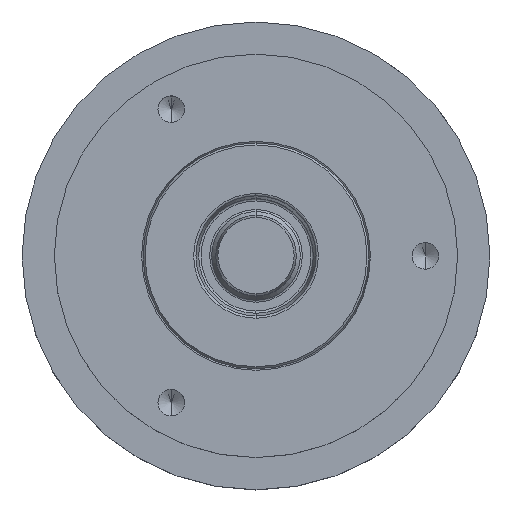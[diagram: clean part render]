
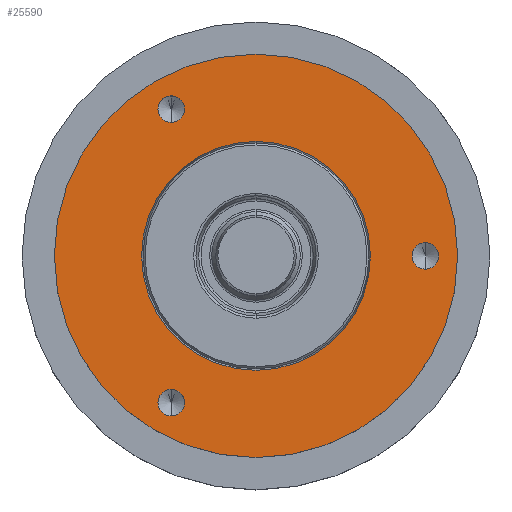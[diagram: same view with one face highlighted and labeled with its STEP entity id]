
A CAD part, top view. The second image highlights one B-rep face of the part: STEP entity #25590.
In plain terms, the highlighted planar face has unit normal (0, 0, 1).
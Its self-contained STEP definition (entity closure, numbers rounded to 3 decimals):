
#4042=CARTESIAN_POINT('',(0.,0.,27.));
#4043=DIRECTION('',(0.,0.,-1.));
#4044=DIRECTION('',(0.,1.,0.));
#4045=AXIS2_PLACEMENT_3D('',#4042,#4043,#4044);
#4047=CARTESIAN_POINT('',(0.,0.,27.));
#4048=DIRECTION('',(0.,0.,-1.));
#4049=DIRECTION('',(0.,-1.,0.));
#4050=AXIS2_PLACEMENT_3D('',#4047,#4048,#4049);
#4052=CARTESIAN_POINT('',(21.,0.,27.));
#4053=DIRECTION('',(0.,0.,1.));
#4054=DIRECTION('',(0.,-1.,0.));
#4055=AXIS2_PLACEMENT_3D('',#4052,#4053,#4054);
#4057=CARTESIAN_POINT('',(21.,0.,27.));
#4058=DIRECTION('',(0.,0.,1.));
#4059=DIRECTION('',(0.,1.,0.));
#4060=AXIS2_PLACEMENT_3D('',#4057,#4058,#4059);
#4062=CARTESIAN_POINT('',(-10.5,-18.187,27.));
#4063=DIRECTION('',(0.,0.,1.));
#4064=DIRECTION('',(0.,-1.,0.));
#4065=AXIS2_PLACEMENT_3D('',#4062,#4063,#4064);
#4067=CARTESIAN_POINT('',(-10.5,-18.187,27.));
#4068=DIRECTION('',(0.,0.,1.));
#4069=DIRECTION('',(0.,1.,0.));
#4070=AXIS2_PLACEMENT_3D('',#4067,#4068,#4069);
#4072=CARTESIAN_POINT('',(-10.5,18.187,27.));
#4073=DIRECTION('',(0.,0.,1.));
#4074=DIRECTION('',(0.,-1.,0.));
#4075=AXIS2_PLACEMENT_3D('',#4072,#4073,#4074);
#4077=CARTESIAN_POINT('',(-10.5,18.187,27.));
#4078=DIRECTION('',(0.,0.,1.));
#4079=DIRECTION('',(0.,1.,0.));
#4080=AXIS2_PLACEMENT_3D('',#4077,#4078,#4079);
#4087=CARTESIAN_POINT('',(0.,0.,27.));
#4088=DIRECTION('',(0.,0.,-1.));
#4089=DIRECTION('',(-1.,0.,0.));
#4090=AXIS2_PLACEMENT_3D('',#4087,#4088,#4089);
#4105=CARTESIAN_POINT('',(0.,0.,27.));
#4106=DIRECTION('',(0.,0.,-1.));
#4107=DIRECTION('',(1.,0.,0.));
#4108=AXIS2_PLACEMENT_3D('',#4105,#4106,#4107);
#20220=CARTESIAN_POINT('',(0.,25.,27.));
#20221=CARTESIAN_POINT('',(0.,-25.,27.));
#20222=VERTEX_POINT('',#20220);
#20223=VERTEX_POINT('',#20221);
#20426=CARTESIAN_POINT('',(14.188,0.,27.));
#20427=CARTESIAN_POINT('',(-14.188,0.,27.));
#20428=VERTEX_POINT('',#20426);
#20429=VERTEX_POINT('',#20427);
#20627=CARTESIAN_POINT('',(21.,-1.65,27.));
#20628=CARTESIAN_POINT('',(21.,1.65,27.));
#20629=VERTEX_POINT('',#20627);
#20630=VERTEX_POINT('',#20628);
#20637=CARTESIAN_POINT('',(-10.5,-19.837,27.));
#20638=CARTESIAN_POINT('',(-10.5,-16.537,27.));
#20639=VERTEX_POINT('',#20637);
#20640=VERTEX_POINT('',#20638);
#20647=CARTESIAN_POINT('',(-10.5,16.537,27.));
#20648=CARTESIAN_POINT('',(-10.5,19.837,27.));
#20649=VERTEX_POINT('',#20647);
#20650=VERTEX_POINT('',#20648);
#25556=CARTESIAN_POINT('',(0.,0.,27.));
#25557=DIRECTION('',(0.,0.,1.));
#25558=DIRECTION('',(1.,0.,0.));
#25559=AXIS2_PLACEMENT_3D('',#25556,#25557,#25558);
#25560=PLANE('',#25559);
#25562=ORIENTED_EDGE('',*,*,#25561,.T.);
#25563=ORIENTED_EDGE('',*,*,#25546,.T.);
#25564=EDGE_LOOP('',(#25562,#25563));
#25565=FACE_OUTER_BOUND('',#25564,.F.);
#25567=ORIENTED_EDGE('',*,*,#25566,.F.);
#25569=ORIENTED_EDGE('',*,*,#25568,.F.);
#25570=EDGE_LOOP('',(#25567,#25569));
#25571=FACE_BOUND('',#25570,.F.);
#25573=ORIENTED_EDGE('',*,*,#25572,.T.);
#25575=ORIENTED_EDGE('',*,*,#25574,.T.);
#25576=EDGE_LOOP('',(#25573,#25575));
#25577=FACE_BOUND('',#25576,.F.);
#25579=ORIENTED_EDGE('',*,*,#25578,.T.);
#25581=ORIENTED_EDGE('',*,*,#25580,.T.);
#25582=EDGE_LOOP('',(#25579,#25581));
#25583=FACE_BOUND('',#25582,.F.);
#25585=ORIENTED_EDGE('',*,*,#25584,.T.);
#25587=ORIENTED_EDGE('',*,*,#25586,.T.);
#25588=EDGE_LOOP('',(#25585,#25587));
#25589=FACE_BOUND('',#25588,.F.);
#4046=CIRCLE('',#4045,25.);
#4051=CIRCLE('',#4050,25.);
#4056=CIRCLE('',#4055,1.65);
#4061=CIRCLE('',#4060,1.65);
#4066=CIRCLE('',#4065,1.65);
#4071=CIRCLE('',#4070,1.65);
#4076=CIRCLE('',#4075,1.65);
#4081=CIRCLE('',#4080,1.65);
#4091=CIRCLE('',#4090,14.188);
#4109=CIRCLE('',#4108,14.188);
#25546=EDGE_CURVE('',#20223,#20222,#4051,.T.);
#25561=EDGE_CURVE('',#20222,#20223,#4046,.T.);
#25566=EDGE_CURVE('',#20429,#20428,#4091,.T.);
#25568=EDGE_CURVE('',#20428,#20429,#4109,.T.);
#25572=EDGE_CURVE('',#20629,#20630,#4056,.T.);
#25574=EDGE_CURVE('',#20630,#20629,#4061,.T.);
#25578=EDGE_CURVE('',#20639,#20640,#4066,.T.);
#25580=EDGE_CURVE('',#20640,#20639,#4071,.T.);
#25584=EDGE_CURVE('',#20649,#20650,#4076,.T.);
#25586=EDGE_CURVE('',#20650,#20649,#4081,.T.);
#25590=ADVANCED_FACE('',(#25565,#25571,#25577,#25583,#25589),#25560,.T.);
